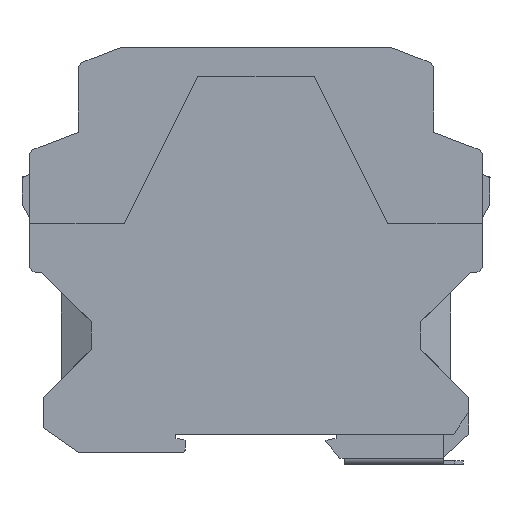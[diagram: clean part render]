
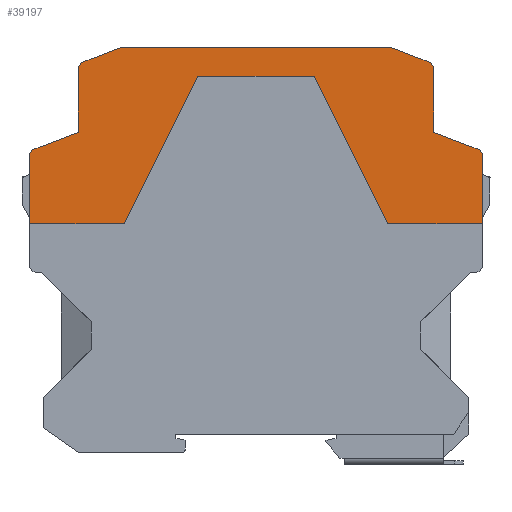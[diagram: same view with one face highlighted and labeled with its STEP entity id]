
A CAD part, left-side view. The second image highlights one B-rep face of the part: STEP entity #39197.
In plain terms, the highlighted face is planar.
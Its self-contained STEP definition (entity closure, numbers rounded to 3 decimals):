
#2143=CIRCLE('',#41801,1.5);
#2144=CIRCLE('',#41802,1.5);
#2145=CIRCLE('',#41803,1.5);
#2146=CIRCLE('',#41804,1.5);
#5710=VERTEX_POINT('',#61471);
#5712=VERTEX_POINT('',#61475);
#5725=VERTEX_POINT('',#61521);
#5726=VERTEX_POINT('',#61522);
#5727=VERTEX_POINT('',#61524);
#5728=VERTEX_POINT('',#61526);
#5729=VERTEX_POINT('',#61528);
#5730=VERTEX_POINT('',#61530);
#5731=VERTEX_POINT('',#61532);
#5732=VERTEX_POINT('',#61534);
#5733=VERTEX_POINT('',#61536);
#5734=VERTEX_POINT('',#61538);
#5735=VERTEX_POINT('',#61540);
#5736=VERTEX_POINT('',#61542);
#5737=VERTEX_POINT('',#61544);
#5738=VERTEX_POINT('',#61546);
#5739=VERTEX_POINT('',#61548);
#5740=VERTEX_POINT('',#61550);
#10418=VECTOR('',#49925,1.);
#10440=VECTOR('',#49957,1.);
#10441=VECTOR('',#49958,1.);
#10442=VECTOR('',#49961,1.);
#10443=VECTOR('',#49962,1.);
#10444=VECTOR('',#49965,1.);
#10445=VECTOR('',#49966,1.);
#10446=VECTOR('',#49967,1.);
#10447=VECTOR('',#49970,1.);
#10448=VECTOR('',#49971,1.);
#10449=VECTOR('',#49974,1.);
#10450=VECTOR('',#49975,1.);
#10451=VECTOR('',#49976,1.);
#10452=VECTOR('',#49977,1.);
#15188=LINE('',#61476,#10418);
#15210=LINE('',#61520,#10440);
#15211=LINE('',#61523,#10441);
#15212=LINE('',#61527,#10442);
#15213=LINE('',#61529,#10443);
#15214=LINE('',#61533,#10444);
#15215=LINE('',#61535,#10445);
#15216=LINE('',#61537,#10446);
#15217=LINE('',#61541,#10447);
#15218=LINE('',#61543,#10448);
#15219=LINE('',#61547,#10449);
#15220=LINE('',#61549,#10450);
#15221=LINE('',#61551,#10451);
#15222=LINE('',#61552,#10452);
#20851=EDGE_CURVE('',#5710,#5712,#15188,.T.);
#20873=EDGE_CURVE('',#5725,#5726,#15210,.T.);
#20874=EDGE_CURVE('',#5726,#5727,#15211,.T.);
#20875=EDGE_CURVE('',#5727,#5728,#2143,.T.);
#20876=EDGE_CURVE('',#5728,#5729,#15212,.T.);
#20877=EDGE_CURVE('',#5729,#5730,#15213,.T.);
#20878=EDGE_CURVE('',#5730,#5731,#2144,.T.);
#20879=EDGE_CURVE('',#5731,#5732,#15214,.T.);
#20880=EDGE_CURVE('',#5732,#5733,#15215,.T.);
#20881=EDGE_CURVE('',#5733,#5734,#15216,.T.);
#20882=EDGE_CURVE('',#5734,#5735,#2145,.T.);
#20883=EDGE_CURVE('',#5735,#5736,#15217,.T.);
#20884=EDGE_CURVE('',#5736,#5737,#15218,.T.);
#20885=EDGE_CURVE('',#5737,#5738,#2146,.T.);
#20886=EDGE_CURVE('',#5738,#5739,#15219,.T.);
#20887=EDGE_CURVE('',#5739,#5740,#15220,.T.);
#20888=EDGE_CURVE('',#5740,#5710,#15221,.T.);
#20889=EDGE_CURVE('',#5712,#5725,#15222,.T.);
#31893=ORIENTED_EDGE('',*,*,#20873,.T.);
#31894=ORIENTED_EDGE('',*,*,#20874,.T.);
#31895=ORIENTED_EDGE('',*,*,#20875,.T.);
#31896=ORIENTED_EDGE('',*,*,#20876,.T.);
#31897=ORIENTED_EDGE('',*,*,#20877,.T.);
#31898=ORIENTED_EDGE('',*,*,#20878,.T.);
#31899=ORIENTED_EDGE('',*,*,#20879,.T.);
#31900=ORIENTED_EDGE('',*,*,#20880,.T.);
#31901=ORIENTED_EDGE('',*,*,#20881,.T.);
#31902=ORIENTED_EDGE('',*,*,#20882,.T.);
#31903=ORIENTED_EDGE('',*,*,#20883,.T.);
#31904=ORIENTED_EDGE('',*,*,#20884,.T.);
#31905=ORIENTED_EDGE('',*,*,#20885,.T.);
#31906=ORIENTED_EDGE('',*,*,#20886,.T.);
#31907=ORIENTED_EDGE('',*,*,#20887,.T.);
#31908=ORIENTED_EDGE('',*,*,#20888,.T.);
#31909=ORIENTED_EDGE('',*,*,#20851,.T.);
#31910=ORIENTED_EDGE('',*,*,#20889,.T.);
#34783=EDGE_LOOP('',(#31893,#31894,#31895,#31896,#31897,#31898,#31899,#31900,
#31901,#31902,#31903,#31904,#31905,#31906,#31907,#31908,#31909,#31910));
#37048=FACE_BOUND('',#34783,.T.);
#39197=ADVANCED_FACE('',(#37048),#63760,.T.);
#41800=AXIS2_PLACEMENT_3D('',#61519,#49956,$);
#41801=AXIS2_PLACEMENT_3D('',#61525,#49959,#49960);
#41802=AXIS2_PLACEMENT_3D('',#61531,#49963,#49964);
#41803=AXIS2_PLACEMENT_3D('',#61539,#49968,#49969);
#41804=AXIS2_PLACEMENT_3D('',#61545,#49972,#49973);
#49925=DIRECTION('',(-1.,0.,0.));
#49956=DIRECTION('',(0.,0.,-1.));
#49957=DIRECTION('',(-1.,0.,0.));
#49958=DIRECTION('',(0.,1.,0.));
#49959=DIRECTION('',(0.,0.,-1.));
#49960=DIRECTION('',(-1.5,0.,0.));
#49961=DIRECTION('',(0.934,0.358,0.));
#49962=DIRECTION('',(0.,1.,0.));
#49963=DIRECTION('',(0.,0.,-1.));
#49964=DIRECTION('',(1.5,0.,0.));
#49965=DIRECTION('',(0.934,0.358,0.));
#49966=DIRECTION('',(1.,0.,0.));
#49967=DIRECTION('',(0.934,-0.358,0.));
#49968=DIRECTION('',(0.,0.,-1.));
#49969=DIRECTION('',(1.5,0.,0.));
#49970=DIRECTION('',(0.,-1.,0.));
#49971=DIRECTION('',(0.934,-0.358,0.));
#49972=DIRECTION('',(0.,0.,-1.));
#49973=DIRECTION('',(-1.5,0.,0.));
#49974=DIRECTION('',(0.,-1.,0.));
#49975=DIRECTION('',(-1.,0.,0.));
#49976=DIRECTION('',(-0.446,0.895,0.));
#49977=DIRECTION('',(-0.446,-0.895,0.));
#61471=CARTESIAN_POINT('',(12.7,108.7,3.8));
#61475=CARTESIAN_POINT('',(-12.7,108.7,3.8));
#61476=CARTESIAN_POINT('',(-32.387,108.7,3.8));
#61519=CARTESIAN_POINT('',(-32.387,84.907,3.8));
#61520=CARTESIAN_POINT('',(-32.387,76.5,3.8));
#61521=CARTESIAN_POINT('',(-28.75,76.5,3.8));
#61522=CARTESIAN_POINT('',(-49.5,76.5,3.8));
#61523=CARTESIAN_POINT('',(-49.5,84.907,3.8));
#61524=CARTESIAN_POINT('',(-49.5,91.368,3.8));
#61525=CARTESIAN_POINT('',(-48.,91.368,3.8));
#61526=CARTESIAN_POINT('',(-48.537,92.769,3.8));
#61527=CARTESIAN_POINT('',(-48.537,92.769,3.8));
#61528=CARTESIAN_POINT('',(-38.8,96.5,3.8));
#61529=CARTESIAN_POINT('',(-38.8,84.907,3.8));
#61530=CARTESIAN_POINT('',(-38.8,110.438,3.8));
#61531=CARTESIAN_POINT('',(-37.3,110.438,3.8));
#61532=CARTESIAN_POINT('',(-37.838,111.838,3.8));
#61533=CARTESIAN_POINT('',(-37.838,111.838,3.8));
#61534=CARTESIAN_POINT('',(-29.6,115.,3.8));
#61535=CARTESIAN_POINT('',(-32.387,115.,3.8));
#61536=CARTESIAN_POINT('',(29.6,115.,3.8));
#61537=CARTESIAN_POINT('',(29.6,115.,3.8));
#61538=CARTESIAN_POINT('',(37.838,111.838,3.8));
#61539=CARTESIAN_POINT('',(37.3,110.438,3.8));
#61540=CARTESIAN_POINT('',(38.8,110.438,3.8));
#61541=CARTESIAN_POINT('',(38.8,84.907,3.8));
#61542=CARTESIAN_POINT('',(38.8,96.5,3.8));
#61543=CARTESIAN_POINT('',(38.8,96.5,3.8));
#61544=CARTESIAN_POINT('',(48.537,92.769,3.8));
#61545=CARTESIAN_POINT('',(48.,91.368,3.8));
#61546=CARTESIAN_POINT('',(49.5,91.368,3.8));
#61547=CARTESIAN_POINT('',(49.5,84.907,3.8));
#61548=CARTESIAN_POINT('',(49.5,76.5,3.8));
#61549=CARTESIAN_POINT('',(-32.387,76.5,3.8));
#61550=CARTESIAN_POINT('',(28.75,76.5,3.8));
#61551=CARTESIAN_POINT('',(28.75,76.5,3.8));
#61552=CARTESIAN_POINT('',(-12.7,108.7,3.8));
#63760=PLANE('',#41800);
